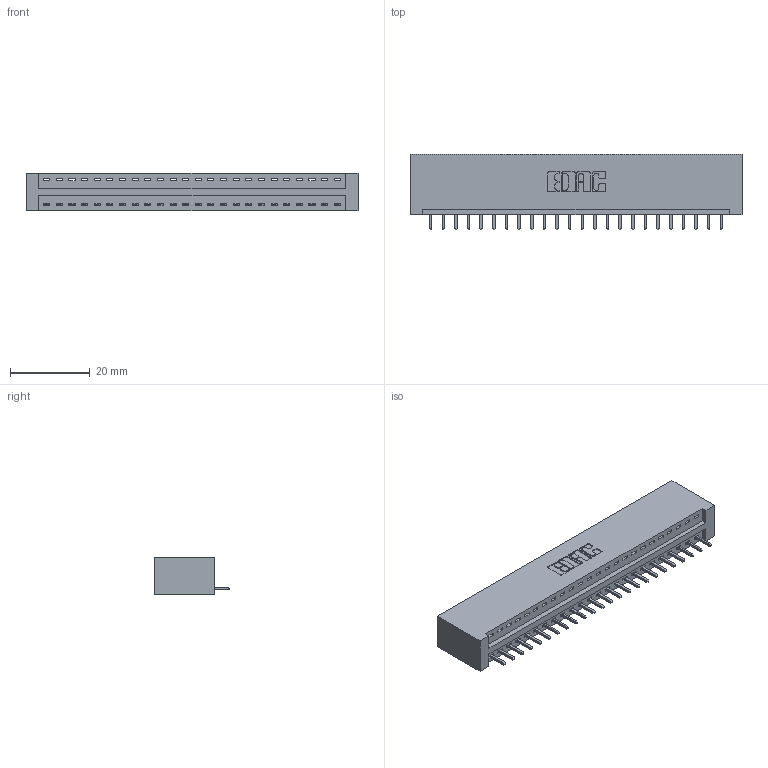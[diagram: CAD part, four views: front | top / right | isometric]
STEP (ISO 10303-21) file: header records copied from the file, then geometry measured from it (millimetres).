
FILE_DESCRIPTION (( 'STEP AP203' ), '1' );
FILE_NAME ('396-024-521-101.STEP', '2018-09-01T12:53:27', ( '' ), ( '' ), 'SwSTEP 2.0', 'SolidWorks 2016', '' );
FILE_SCHEMA (( 'CONFIG_CONTROL_DESIGN' ));
Length unit declared in the file: inch
Products named in the file (3): 346 Part_No Mounting Lugs; 345-292-001_345-293-121; 396-024-521-101
Assembly tree (25 placements, depth 2):
  396-024-521-101
    346 Part_No Mounting Lugs
    345-292-001_345-293-121  x24
Bounding box: 83.44 x 19.05 x 9.4 mm (x, y, z)
Volume: 8344.1 mm3; surface area: 10038.3 mm2
Topology: 25 solids, 25 shells, 1506 faces, 4529 edges, 2986 vertices
Faces by surface type: plane 1032, cylinder 474
Entity records: 17059 total; most frequent: CARTESIAN_POINT 2936, ORIENTED_EDGE 2894, DIRECTION 2607, EDGE_CURVE 1447, VECTOR 1227, LINE 1227, VERTEX_POINT 962, AXIS2_PLACEMENT_3D 690
